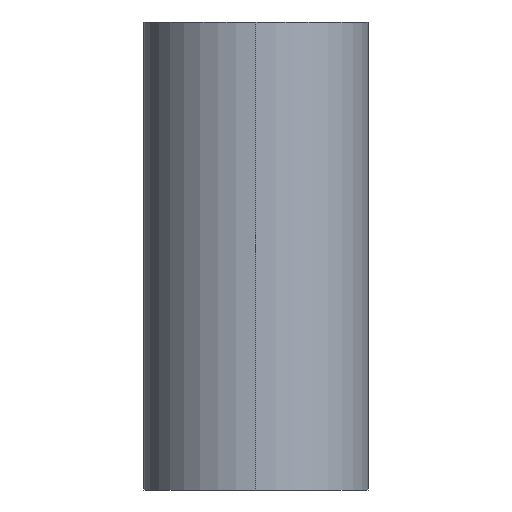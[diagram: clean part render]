
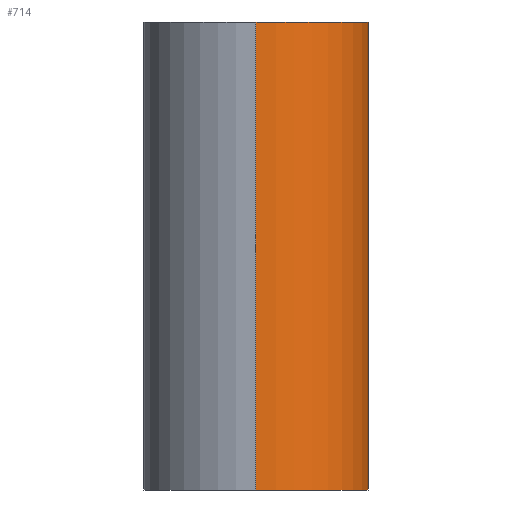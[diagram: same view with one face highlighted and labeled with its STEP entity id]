
A CAD part, left-side view. The second image highlights one B-rep face of the part: STEP entity #714.
In plain terms, the highlighted cylindrical face has radius 3 mm (diameter 6 mm), a partial arc.
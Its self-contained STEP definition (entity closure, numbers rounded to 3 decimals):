
#19 = AXIS2_PLACEMENT_3D ( 'NONE', #1308, #163, #1336 ) ;
#30 = CARTESIAN_POINT ( 'NONE',  ( 0., 0., 12.5 ) ) ;
#42 = CARTESIAN_POINT ( 'NONE',  ( -3., 0., 0. ) ) ;
#119 = VECTOR ( 'NONE', #462, 1000. ) ;
#129 = CARTESIAN_POINT ( 'NONE',  ( -3., 0., 12.5 ) ) ;
#163 = DIRECTION ( 'NONE',  ( 0., 0., 1. ) ) ;
#209 = VERTEX_POINT ( 'NONE', #634 ) ;
#244 = EDGE_CURVE ( 'NONE', #1048, #719, #378, .T. ) ;
#299 = EDGE_CURVE ( 'NONE', #1048, #639, #1275, .T. ) ;
#322 = ORIENTED_EDGE ( 'NONE', *, *, #426, .F. ) ;
#355 = AXIS2_PLACEMENT_3D ( 'NONE', #862, #1277, #537 ) ;
#378 = CIRCLE ( 'NONE', #1155, 3. ) ;
#426 = EDGE_CURVE ( 'NONE', #719, #209, #799, .T. ) ;
#454 = DIRECTION ( 'NONE',  ( 1., 0., 0. ) ) ;
#462 = DIRECTION ( 'NONE',  ( 0., 0., -1. ) ) ;
#505 = CARTESIAN_POINT ( 'NONE',  ( 0., -3., 12.5 ) ) ;
#537 = DIRECTION ( 'NONE',  ( -1., 0., 0. ) ) ;
#558 = CIRCLE ( 'NONE', #19, 3. ) ;
#596 = EDGE_CURVE ( 'NONE', #639, #209, #558, .T. ) ;
#634 = CARTESIAN_POINT ( 'NONE',  ( 0., -3., 0. ) ) ;
#639 = VERTEX_POINT ( 'NONE', #42 ) ;
#714 = ADVANCED_FACE ( 'NONE', ( #1351 ), #820, .T. ) ;
#719 = VERTEX_POINT ( 'NONE', #1358 ) ;
#776 = DIRECTION ( 'NONE',  ( 0., 0., 1. ) ) ;
#799 = LINE ( 'NONE', #505, #1203 ) ;
#819 = ORIENTED_EDGE ( 'NONE', *, *, #299, .T. ) ;
#820 = CYLINDRICAL_SURFACE ( 'NONE', #355, 3. ) ;
#862 = CARTESIAN_POINT ( 'NONE',  ( 0., 0., 12.5 ) ) ;
#929 = DIRECTION ( 'NONE',  ( 0., 0., -1. ) ) ;
#1031 = EDGE_LOOP ( 'NONE', ( #1156, #819, #1332, #322 ) ) ;
#1048 = VERTEX_POINT ( 'NONE', #1149 ) ;
#1149 = CARTESIAN_POINT ( 'NONE',  ( -3., 0., 12.5 ) ) ;
#1155 = AXIS2_PLACEMENT_3D ( 'NONE', #30, #776, #454 ) ;
#1156 = ORIENTED_EDGE ( 'NONE', *, *, #244, .F. ) ;
#1203 = VECTOR ( 'NONE', #929, 1000. ) ;
#1275 = LINE ( 'NONE', #129, #119 ) ;
#1277 = DIRECTION ( 'NONE',  ( 0., 0., -1. ) ) ;
#1308 = CARTESIAN_POINT ( 'NONE',  ( 0., 0., 0. ) ) ;
#1332 = ORIENTED_EDGE ( 'NONE', *, *, #596, .T. ) ;
#1336 = DIRECTION ( 'NONE',  ( 1., 0., 0. ) ) ;
#1351 = FACE_OUTER_BOUND ( 'NONE', #1031, .T. ) ;
#1358 = CARTESIAN_POINT ( 'NONE',  ( 0., -3., 12.5 ) ) ;
